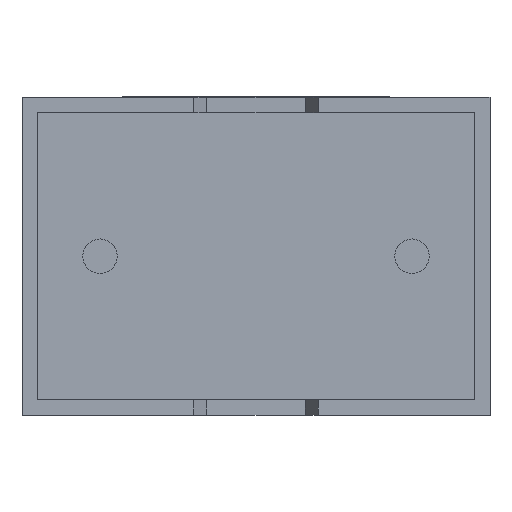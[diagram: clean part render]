
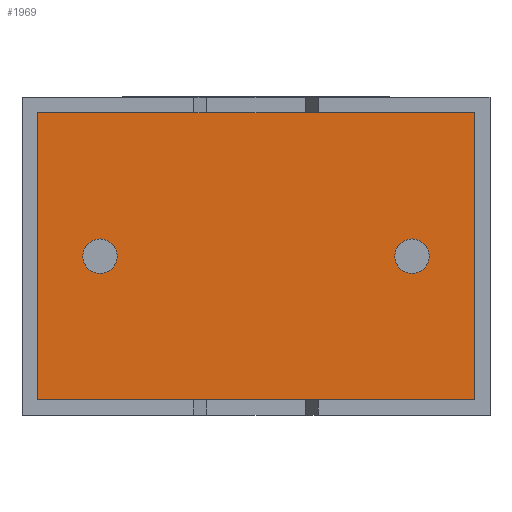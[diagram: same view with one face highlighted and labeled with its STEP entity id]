
A CAD part, front view. The second image highlights one B-rep face of the part: STEP entity #1969.
In plain terms, the highlighted planar face has unit normal (0, -1, 0).
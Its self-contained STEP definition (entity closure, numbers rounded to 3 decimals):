
#20 = CARTESIAN_POINT ( 'NONE',  ( 0.25, 0.75, 4.85 ) ) ;
#22 = VERTEX_POINT ( 'NONE', #2928 ) ;
#29 = CIRCLE ( 'NONE', #318, 0.275 ) ;
#65 = EDGE_LOOP ( 'NONE', ( #2060, #519 ) ) ;
#117 = CARTESIAN_POINT ( 'NONE',  ( 0.25, 0.75, 0.25 ) ) ;
#118 = LINE ( 'NONE', #20, #2636 ) ;
#198 = FACE_BOUND ( 'NONE', #2949, .T. ) ;
#210 = EDGE_CURVE ( 'NONE', #448, #1754, #1073, .T. ) ;
#217 = CARTESIAN_POINT ( 'NONE',  ( 1.25, 0.75, 2.825 ) ) ;
#266 = CARTESIAN_POINT ( 'NONE',  ( 0.25, 0.75, 4.85 ) ) ;
#316 = CARTESIAN_POINT ( 'NONE',  ( 1.25, 0.75, 2.55 ) ) ;
#318 = AXIS2_PLACEMENT_3D ( 'NONE', #1567, #855, #403 ) ;
#350 = VECTOR ( 'NONE', #401, 1000. ) ;
#397 = VECTOR ( 'NONE', #1244, 1000. ) ;
#401 = DIRECTION ( 'NONE',  ( -1., 0., 0. ) ) ;
#403 = DIRECTION ( 'NONE',  ( 0., 0., -1. ) ) ;
#448 = VERTEX_POINT ( 'NONE', #2388 ) ;
#519 = ORIENTED_EDGE ( 'NONE', *, *, #210, .F. ) ;
#527 = DIRECTION ( 'NONE',  ( 0., 0., -1. ) ) ;
#545 = VERTEX_POINT ( 'NONE', #1762 ) ;
#628 = CIRCLE ( 'NONE', #787, 0.275 ) ;
#658 = DIRECTION ( 'NONE',  ( 0., -1., 0. ) ) ;
#664 = CARTESIAN_POINT ( 'NONE',  ( 0., 0.75, 0. ) ) ;
#764 = ORIENTED_EDGE ( 'NONE', *, *, #1576, .T. ) ;
#767 = CARTESIAN_POINT ( 'NONE',  ( 7.25, 0.75, 0.25 ) ) ;
#782 = ORIENTED_EDGE ( 'NONE', *, *, #1076, .T. ) ;
#787 = AXIS2_PLACEMENT_3D ( 'NONE', #316, #2904, #527 ) ;
#855 = DIRECTION ( 'NONE',  ( 0., -1., 0. ) ) ;
#878 = EDGE_LOOP ( 'NONE', ( #1902, #764, #782, #2843 ) ) ;
#888 = VERTEX_POINT ( 'NONE', #914 ) ;
#892 = CIRCLE ( 'NONE', #2980, 0.275 ) ;
#914 = CARTESIAN_POINT ( 'NONE',  ( 0.25, 0.75, 0.25 ) ) ;
#921 = CARTESIAN_POINT ( 'NONE',  ( 6.25, 0.75, 2.55 ) ) ;
#1073 = CIRCLE ( 'NONE', #2336, 0.275 ) ;
#1076 = EDGE_CURVE ( 'NONE', #1843, #22, #2327, .T. ) ;
#1225 = EDGE_CURVE ( 'NONE', #22, #2065, #2127, .T. ) ;
#1226 = VECTOR ( 'NONE', #1789, 1000. ) ;
#1244 = DIRECTION ( 'NONE',  ( 0., 0., 1. ) ) ;
#1393 = DIRECTION ( 'NONE',  ( 0., 0., -1. ) ) ;
#1480 = AXIS2_PLACEMENT_3D ( 'NONE', #664, #1888, #1856 ) ;
#1567 = CARTESIAN_POINT ( 'NONE',  ( 1.25, 0.75, 2.55 ) ) ;
#1576 = EDGE_CURVE ( 'NONE', #888, #1843, #2962, .T. ) ;
#1754 = VERTEX_POINT ( 'NONE', #2183 ) ;
#1762 = CARTESIAN_POINT ( 'NONE',  ( 1.25, 0.75, 2.275 ) ) ;
#1789 = DIRECTION ( 'NONE',  ( 1., 0., 0. ) ) ;
#1819 = EDGE_CURVE ( 'NONE', #545, #2551, #628, .T. ) ;
#1843 = VERTEX_POINT ( 'NONE', #767 ) ;
#1856 = DIRECTION ( 'NONE',  ( 0., 0., -1. ) ) ;
#1862 = FACE_OUTER_BOUND ( 'NONE', #878, .T. ) ;
#1888 = DIRECTION ( 'NONE',  ( 0., -1., 0. ) ) ;
#1902 = ORIENTED_EDGE ( 'NONE', *, *, #2606, .T. ) ;
#1969 = ADVANCED_FACE ( 'NONE', ( #2921, #1862, #198 ), #2593, .T. ) ;
#2060 = ORIENTED_EDGE ( 'NONE', *, *, #2570, .F. ) ;
#2065 = VERTEX_POINT ( 'NONE', #266 ) ;
#2091 = ORIENTED_EDGE ( 'NONE', *, *, #2910, .F. ) ;
#2126 = CARTESIAN_POINT ( 'NONE',  ( 6.25, 0.75, 2.55 ) ) ;
#2127 = LINE ( 'NONE', #2747, #350 ) ;
#2183 = CARTESIAN_POINT ( 'NONE',  ( 6.25, 0.75, 2.825 ) ) ;
#2327 = LINE ( 'NONE', #2351, #397 ) ;
#2336 = AXIS2_PLACEMENT_3D ( 'NONE', #921, #658, #2818 ) ;
#2351 = CARTESIAN_POINT ( 'NONE',  ( 7.25, 0.75, 0.25 ) ) ;
#2360 = DIRECTION ( 'NONE',  ( 0., 0., -1. ) ) ;
#2388 = CARTESIAN_POINT ( 'NONE',  ( 6.25, 0.75, 2.275 ) ) ;
#2526 = ORIENTED_EDGE ( 'NONE', *, *, #1819, .F. ) ;
#2551 = VERTEX_POINT ( 'NONE', #217 ) ;
#2570 = EDGE_CURVE ( 'NONE', #1754, #448, #892, .T. ) ;
#2593 = PLANE ( 'NONE',  #1480 ) ;
#2606 = EDGE_CURVE ( 'NONE', #2065, #888, #118, .T. ) ;
#2609 = DIRECTION ( 'NONE',  ( 0., -1., 0. ) ) ;
#2636 = VECTOR ( 'NONE', #1393, 1000. ) ;
#2747 = CARTESIAN_POINT ( 'NONE',  ( 7.25, 0.75, 4.85 ) ) ;
#2818 = DIRECTION ( 'NONE',  ( 0., 0., -1. ) ) ;
#2843 = ORIENTED_EDGE ( 'NONE', *, *, #1225, .T. ) ;
#2904 = DIRECTION ( 'NONE',  ( 0., -1., 0. ) ) ;
#2910 = EDGE_CURVE ( 'NONE', #2551, #545, #29, .T. ) ;
#2921 = FACE_BOUND ( 'NONE', #65, .T. ) ;
#2928 = CARTESIAN_POINT ( 'NONE',  ( 7.25, 0.75, 4.85 ) ) ;
#2949 = EDGE_LOOP ( 'NONE', ( #2091, #2526 ) ) ;
#2962 = LINE ( 'NONE', #117, #1226 ) ;
#2980 = AXIS2_PLACEMENT_3D ( 'NONE', #2126, #2609, #2360 ) ;
